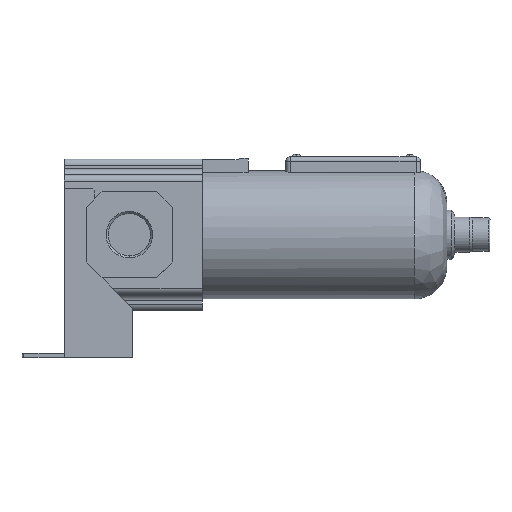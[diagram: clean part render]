
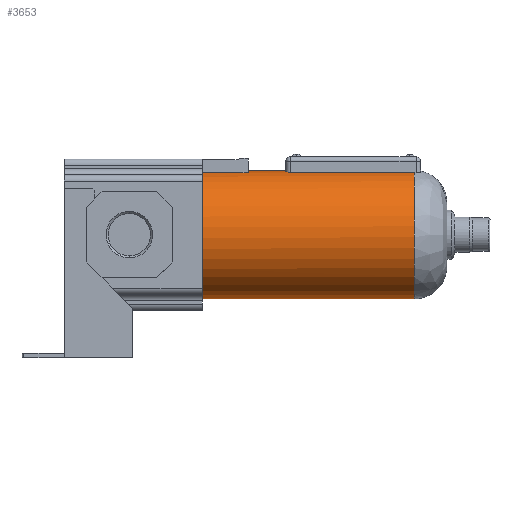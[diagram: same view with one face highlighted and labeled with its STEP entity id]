
A CAD part, left-side view. The second image highlights one B-rep face of the part: STEP entity #3653.
In plain terms, the highlighted cylindrical face has radius 36.5 mm (diameter 73 mm), a partial arc.
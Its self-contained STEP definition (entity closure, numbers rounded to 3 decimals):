
#42 = CARTESIAN_POINT ( 'NONE',  ( -8.983, -91.169, 35.377 ) ) ;
#102 = ORIENTED_EDGE ( 'NONE', *, *, #401, .F. ) ;
#232 = VERTEX_POINT ( 'NONE', #2649 ) ;
#301 = DIRECTION ( 'NONE',  ( 0., -1., 0. ) ) ;
#320 = VECTOR ( 'NONE', #3442, 1000. ) ;
#401 = EDGE_CURVE ( 'NONE', #2844, #3800, #1061, .T. ) ;
#459 = CARTESIAN_POINT ( 'NONE',  ( -8.665, -90.239, 35.457 ) ) ;
#479 = CARTESIAN_POINT ( 'NONE',  ( 0., -67.5, 36.5 ) ) ;
#494 = VERTEX_POINT ( 'NONE', #4163 ) ;
#521 = AXIS2_PLACEMENT_3D ( 'NONE', #845, #772, #3975 ) ;
#587 = EDGE_CURVE ( 'NONE', #494, #3246, #1199, .T. ) ;
#665 = DIRECTION ( 'NONE',  ( 0., -1., 0. ) ) ;
#718 = CARTESIAN_POINT ( 'NONE',  ( 0., -89., 0. ) ) ;
#772 = DIRECTION ( 'NONE',  ( 0., 1., 0. ) ) ;
#773 = CARTESIAN_POINT ( 'NONE',  ( -7.303, -89.127, 35.762 ) ) ;
#795 = CARTESIAN_POINT ( 'NONE',  ( 0., -67.5, 0. ) ) ;
#845 = CARTESIAN_POINT ( 'NONE',  ( 0., -41.5, 0. ) ) ;
#876 = CARTESIAN_POINT ( 'NONE',  ( -9.75, -67.5, 35.174 ) ) ;
#1007 = DIRECTION ( 'NONE',  ( 0., -1., 0. ) ) ;
#1061 = CIRCLE ( 'NONE', #2857, 36.5 ) ;
#1112 = DIRECTION ( 'NONE',  ( 0., 0., -1. ) ) ;
#1132 = DIRECTION ( 'NONE',  ( 0., 0., 1. ) ) ;
#1139 = CARTESIAN_POINT ( 'NONE',  ( -9., -91.5, 35.373 ) ) ;
#1182 = EDGE_CURVE ( 'NONE', #3211, #1644, #1888, .T. ) ;
#1199 = B_SPLINE_CURVE_WITH_KNOTS ( 'NONE', 3,
 ( #1139, #3977, #42, #2699, #2797, #2365, #459, #1625, #4323, #4297, #2004, #773, #3181, #2341, #3904, #3515 ),
 .UNSPECIFIED., .F., .F.,
 ( 4, 2, 2, 2, 2, 2, 2, 4 ),
 ( 0., 0., 0.001, 0.001, 0.002, 0.003, 0.003, 0.004 ),
 .UNSPECIFIED. ) ;
#1222 = ORIENTED_EDGE ( 'NONE', *, *, #2217, .F. ) ;
#1363 = CARTESIAN_POINT ( 'NONE',  ( -9., -162., 35.373 ) ) ;
#1434 = DIRECTION ( 'NONE',  ( 0., -1., 0. ) ) ;
#1448 = EDGE_CURVE ( 'NONE', #494, #2844, #1468, .T. ) ;
#1468 = LINE ( 'NONE', #3028, #3995 ) ;
#1514 = DIRECTION ( 'NONE',  ( 0., 1., 0. ) ) ;
#1625 = CARTESIAN_POINT ( 'NONE',  ( -8.481, -89.967, 35.501 ) ) ;
#1644 = VERTEX_POINT ( 'NONE', #479 ) ;
#1692 = VERTEX_POINT ( 'NONE', #876 ) ;
#1798 = CARTESIAN_POINT ( 'NONE',  ( 0., -41.5, -36.5 ) ) ;
#1871 = CARTESIAN_POINT ( 'NONE',  ( 0., -89., 36.5 ) ) ;
#1888 = LINE ( 'NONE', #1939, #320 ) ;
#1902 = EDGE_LOOP ( 'NONE', ( #4695, #3766, #2358, #1222, #102, #2446, #4532, #3288, #2277 ) ) ;
#1904 = EDGE_CURVE ( 'NONE', #1692, #1644, #4388, .T. ) ;
#1939 = CARTESIAN_POINT ( 'NONE',  ( 0., -89., 36.5 ) ) ;
#2004 = CARTESIAN_POINT ( 'NONE',  ( -7.752, -89.312, 35.669 ) ) ;
#2088 = AXIS2_PLACEMENT_3D ( 'NONE', #795, #1514, #1132 ) ;
#2217 = EDGE_CURVE ( 'NONE', #3800, #4432, #3058, .T. ) ;
#2248 = CYLINDRICAL_SURFACE ( 'NONE', #2584, 36.5 ) ;
#2273 = DIRECTION ( 'NONE',  ( 0., 1., 0. ) ) ;
#2277 = ORIENTED_EDGE ( 'NONE', *, *, #1182, .T. ) ;
#2341 = CARTESIAN_POINT ( 'NONE',  ( -6.826, -89.016, 35.856 ) ) ;
#2358 = ORIENTED_EDGE ( 'NONE', *, *, #2730, .F. ) ;
#2365 = CARTESIAN_POINT ( 'NONE',  ( -8.742, -90.383, 35.438 ) ) ;
#2446 = ORIENTED_EDGE ( 'NONE', *, *, #1448, .F. ) ;
#2474 = CARTESIAN_POINT ( 'NONE',  ( -9.75, -205., 35.174 ) ) ;
#2525 = CARTESIAN_POINT ( 'NONE',  ( 0., -162., -36.5 ) ) ;
#2584 = AXIS2_PLACEMENT_3D ( 'NONE', #2733, #3091, #3884 ) ;
#2649 = CARTESIAN_POINT ( 'NONE',  ( -9.75, -41.5, 35.174 ) ) ;
#2662 = VECTOR ( 'NONE', #1007, 1000. ) ;
#2699 = CARTESIAN_POINT ( 'NONE',  ( -8.919, -90.847, 35.394 ) ) ;
#2730 = EDGE_CURVE ( 'NONE', #4432, #232, #3728, .T. ) ;
#2733 = CARTESIAN_POINT ( 'NONE',  ( 0., -205., 0. ) ) ;
#2797 = CARTESIAN_POINT ( 'NONE',  ( -8.87, -90.686, 35.406 ) ) ;
#2828 = VECTOR ( 'NONE', #2273, 1000. ) ;
#2844 = VERTEX_POINT ( 'NONE', #1363 ) ;
#2857 = AXIS2_PLACEMENT_3D ( 'NONE', #3287, #301, #1112 ) ;
#2937 = EDGE_CURVE ( 'NONE', #3211, #3246, #4479, .T. ) ;
#3028 = CARTESIAN_POINT ( 'NONE',  ( -9., -205., 35.373 ) ) ;
#3058 = LINE ( 'NONE', #4624, #2828 ) ;
#3091 = DIRECTION ( 'NONE',  ( 0., 1., 0. ) ) ;
#3181 = CARTESIAN_POINT ( 'NONE',  ( -7.146, -89.079, 35.794 ) ) ;
#3211 = VERTEX_POINT ( 'NONE', #1871 ) ;
#3246 = VERTEX_POINT ( 'NONE', #3921 ) ;
#3287 = CARTESIAN_POINT ( 'NONE',  ( 0., -162., 0. ) ) ;
#3288 = ORIENTED_EDGE ( 'NONE', *, *, #2937, .F. ) ;
#3405 = AXIS2_PLACEMENT_3D ( 'NONE', #718, #1434, #5034 ) ;
#3421 = FACE_OUTER_BOUND ( 'NONE', #1902, .T. ) ;
#3442 = DIRECTION ( 'NONE',  ( 0., 1., 0. ) ) ;
#3515 = CARTESIAN_POINT ( 'NONE',  ( -6.5, -89., 35.917 ) ) ;
#3653 = ADVANCED_FACE ( 'NONE', ( #3421 ), #2248, .T. ) ;
#3728 = CIRCLE ( 'NONE', #521, 36.5 ) ;
#3766 = ORIENTED_EDGE ( 'NONE', *, *, #3813, .F. ) ;
#3800 = VERTEX_POINT ( 'NONE', #2525 ) ;
#3813 = EDGE_CURVE ( 'NONE', #232, #1692, #4091, .T. ) ;
#3884 = DIRECTION ( 'NONE',  ( 1., 0., 0. ) ) ;
#3904 = CARTESIAN_POINT ( 'NONE',  ( -6.664, -89., 35.887 ) ) ;
#3921 = CARTESIAN_POINT ( 'NONE',  ( -6.5, -89., 35.917 ) ) ;
#3975 = DIRECTION ( 'NONE',  ( 0., 0., 1. ) ) ;
#3977 = CARTESIAN_POINT ( 'NONE',  ( -9., -91.333, 35.373 ) ) ;
#3995 = VECTOR ( 'NONE', #665, 1000. ) ;
#4091 = LINE ( 'NONE', #2474, #2662 ) ;
#4163 = CARTESIAN_POINT ( 'NONE',  ( -9., -91.5, 35.373 ) ) ;
#4297 = CARTESIAN_POINT ( 'NONE',  ( -8.029, -89.496, 35.607 ) ) ;
#4323 = CARTESIAN_POINT ( 'NONE',  ( -8.376, -89.839, 35.526 ) ) ;
#4388 = CIRCLE ( 'NONE', #2088, 36.5 ) ;
#4432 = VERTEX_POINT ( 'NONE', #1798 ) ;
#4479 = CIRCLE ( 'NONE', #3405, 36.5 ) ;
#4532 = ORIENTED_EDGE ( 'NONE', *, *, #587, .T. ) ;
#4624 = CARTESIAN_POINT ( 'NONE',  ( 0., -162., -36.5 ) ) ;
#4695 = ORIENTED_EDGE ( 'NONE', *, *, #1904, .F. ) ;
#5034 = DIRECTION ( 'NONE',  ( 0., 0., -1. ) ) ;
